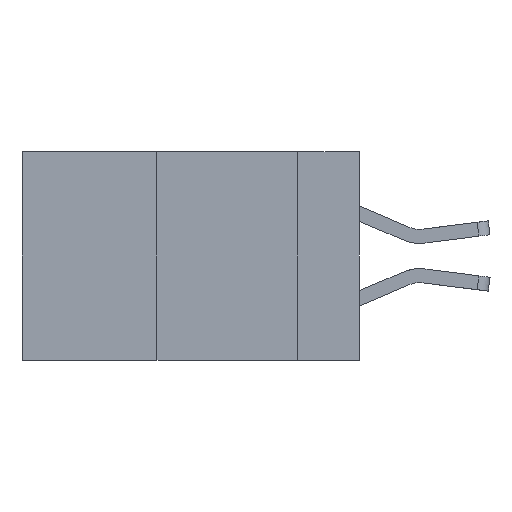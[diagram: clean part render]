
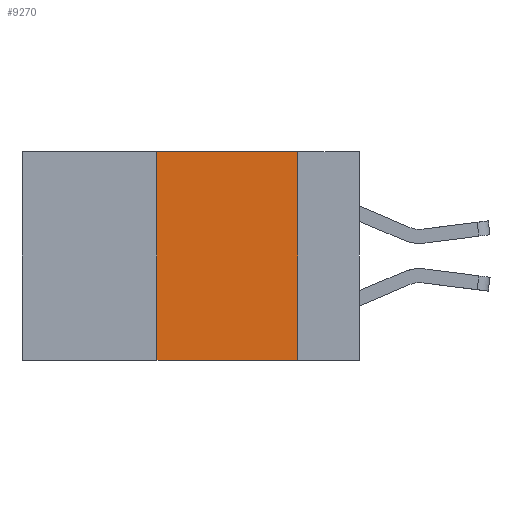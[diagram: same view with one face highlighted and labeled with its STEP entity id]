
A CAD part, left-side view. The second image highlights one B-rep face of the part: STEP entity #9270.
In plain terms, the highlighted planar face has unit normal (-1, 0, 0).
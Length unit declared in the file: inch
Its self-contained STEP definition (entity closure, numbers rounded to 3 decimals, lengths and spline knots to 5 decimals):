
#61 = VECTOR ( 'NONE', #11003, 39.37008 ) ;
#619 = VERTEX_POINT ( 'NONE', #9414 ) ;
#698 = ORIENTED_EDGE ( 'NONE', *, *, #4698, .T. ) ;
#1418 = VERTEX_POINT ( 'NONE', #10968 ) ;
#1494 = EDGE_CURVE ( 'NONE', #8013, #1418, #10746, .T. ) ;
#1643 = VECTOR ( 'NONE', #9775, 39.37008 ) ;
#2010 = LINE ( 'NONE', #9341, #1643 ) ;
#3204 = VERTEX_POINT ( 'NONE', #3543 ) ;
#3435 = PLANE ( 'NONE',  #10053 ) ;
#3543 = CARTESIAN_POINT ( 'NONE',  ( 0., 0.11, 0. ) ) ;
#3654 = FACE_OUTER_BOUND ( 'NONE', #12272, .T. ) ;
#3994 = DIRECTION ( 'NONE',  ( 0., 0., 1. ) ) ;
#4474 = CARTESIAN_POINT ( 'NONE',  ( 0., 0.36, -0.37 ) ) ;
#4698 = EDGE_CURVE ( 'NONE', #8013, #619, #5296, .T. ) ;
#4760 = DIRECTION ( 'NONE',  ( 0., -1., 0. ) ) ;
#5296 = LINE ( 'NONE', #11894, #7959 ) ;
#5600 = DIRECTION ( 'NONE',  ( 1., 0., 0. ) ) ;
#5784 = LINE ( 'NONE', #7954, #61 ) ;
#6502 = EDGE_CURVE ( 'NONE', #3204, #619, #2010, .T. ) ;
#7325 = ORIENTED_EDGE ( 'NONE', *, *, #1494, .F. ) ;
#7954 = CARTESIAN_POINT ( 'NONE',  ( 0., 0.6, 0. ) ) ;
#7959 = VECTOR ( 'NONE', #4760, 39.37008 ) ;
#8013 = VERTEX_POINT ( 'NONE', #4474 ) ;
#8823 = EDGE_CURVE ( 'NONE', #1418, #3204, #5784, .T. ) ;
#9270 = ADVANCED_FACE ( 'NONE', ( #3654 ), #3435, .F. ) ;
#9341 = CARTESIAN_POINT ( 'NONE',  ( 0., 0.11, 0. ) ) ;
#9414 = CARTESIAN_POINT ( 'NONE',  ( 0., 0.11, -0.37 ) ) ;
#9775 = DIRECTION ( 'NONE',  ( 0., 0., -1. ) ) ;
#9983 = ORIENTED_EDGE ( 'NONE', *, *, #8823, .F. ) ;
#10053 = AXIS2_PLACEMENT_3D ( 'NONE', #11594, #5600, #12541 ) ;
#10425 = CARTESIAN_POINT ( 'NONE',  ( 0., 0.36, 0. ) ) ;
#10439 = VECTOR ( 'NONE', #3994, 39.37008 ) ;
#10746 = LINE ( 'NONE', #10425, #10439 ) ;
#10968 = CARTESIAN_POINT ( 'NONE',  ( 0., 0.36, 0. ) ) ;
#11003 = DIRECTION ( 'NONE',  ( 0., -1., 0. ) ) ;
#11594 = CARTESIAN_POINT ( 'NONE',  ( 0., 0.6, 0. ) ) ;
#11742 = ORIENTED_EDGE ( 'NONE', *, *, #6502, .F. ) ;
#11894 = CARTESIAN_POINT ( 'NONE',  ( 0., 0.6, -0.37 ) ) ;
#12272 = EDGE_LOOP ( 'NONE', ( #11742, #9983, #7325, #698 ) ) ;
#12541 = DIRECTION ( 'NONE',  ( 0., 0., -1. ) ) ;
